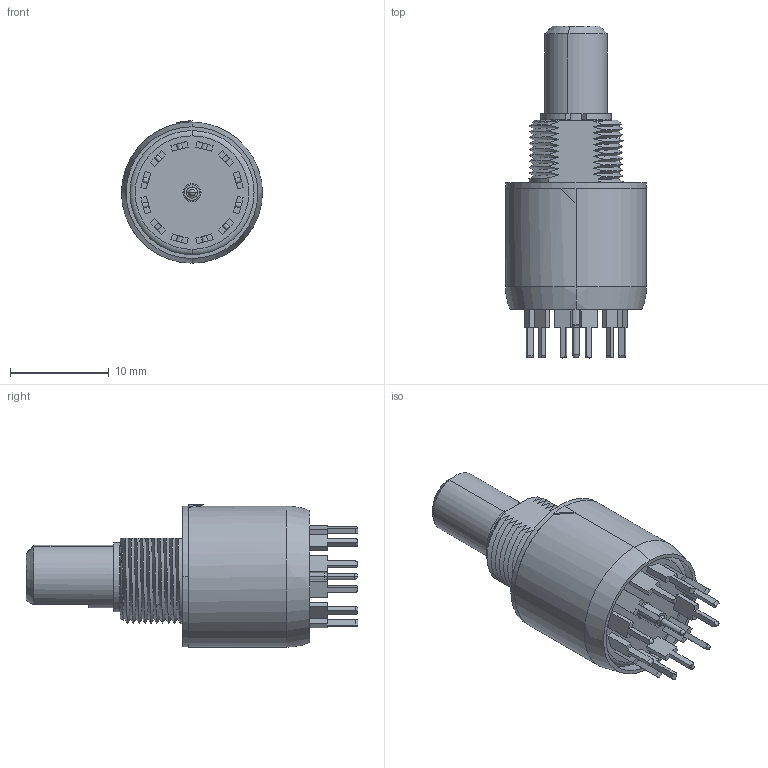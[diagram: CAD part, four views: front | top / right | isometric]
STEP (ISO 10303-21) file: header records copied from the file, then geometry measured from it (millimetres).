
FILE_DESCRIPTION((''),'2;1');
FILE_NAME('51KSPT30-01-1-XX_SW0001','2016-01-13T',('jjanota'),(''),'PRO/ENGINEER BY PARAMETRIC TECHNOLOGY CORPORATION, 2011490','PRO/ENGINEER BY PARAMETRIC TECHNOLOGY CORPORATION, 2011490','');
FILE_SCHEMA(('CONFIG_CONTROL_DESIGN'));
Length unit declared in the file: inch
Products named in the file (1): 51KSPT30-01-1-XX_SW0001
Bounding box: 14.27 x 33.6 x 14.4 mm (x, y, z)
Surface area: 1822.6 mm2 (no closed solid volume)
Topology: 0 solids, 19 shells, 181 faces, 491 edges, 329 vertices
Faces by surface type: plane 113, bspline 30, cylinder 26, torus 6, cone 4, sphere 2
Entity records: 14862 total; most frequent: CARTESIAN_POINT 9019, ORIENTED_EDGE 895, DIRECTION 794, EDGE_CURVE 489, VERTEX_POINT 329, VECTOR 304, LINE 304, AXIS2_PLACEMENT_3D 245
